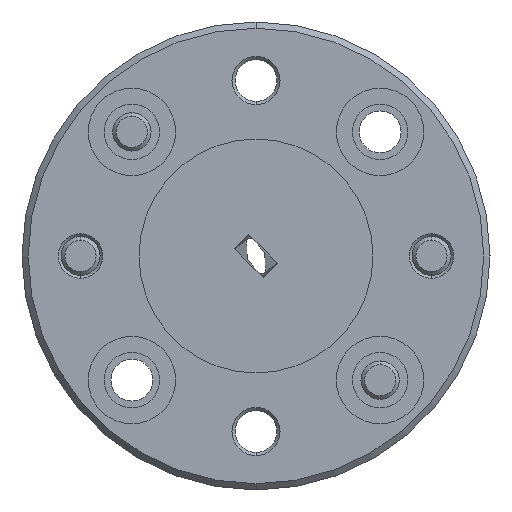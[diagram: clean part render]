
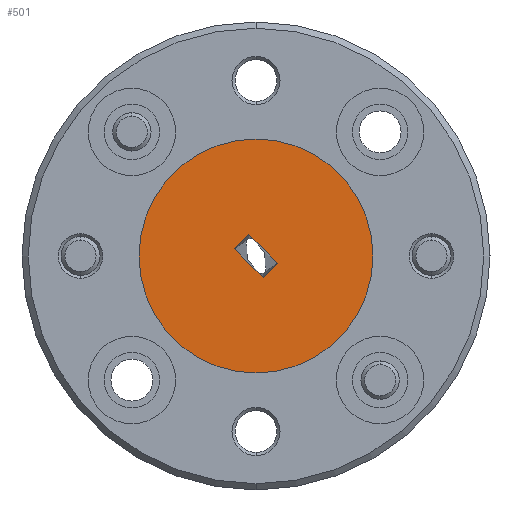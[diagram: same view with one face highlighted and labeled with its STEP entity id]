
A CAD part, left-side view. The second image highlights one B-rep face of the part: STEP entity #501.
In plain terms, the highlighted planar face has unit normal (-1, 0, 0).
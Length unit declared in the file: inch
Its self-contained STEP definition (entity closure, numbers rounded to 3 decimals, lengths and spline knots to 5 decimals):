
#218 = ORIENTED_EDGE ( 'NONE', *, *, #1753, .F. ) ;
#351 = CARTESIAN_POINT ( 'NONE',  ( -2.31998, 0.80869, 0.24413 ) ) ;
#406 = DIRECTION ( 'NONE',  ( 0., 0., 1. ) ) ;
#417 = VERTEX_POINT ( 'NONE', #351 ) ;
#439 = CARTESIAN_POINT ( 'NONE',  ( -2.31998, 0.87764, 0.26711 ) ) ;
#501 = ADVANCED_FACE ( 'NONE', ( #762, #6696 ), #2629, .F. ) ;
#640 = LINE ( 'NONE', #5350, #3304 ) ;
#762 = FACE_BOUND ( 'NONE', #4110, .T. ) ;
#830 = EDGE_CURVE ( 'NONE', #3880, #5027, #6593, .T. ) ;
#1066 = VECTOR ( 'NONE', #5853, 39.37008 ) ;
#1192 = CARTESIAN_POINT ( 'NONE',  ( -2.31998, 0.84317, 0.25562 ) ) ;
#1358 = ORIENTED_EDGE ( 'NONE', *, *, #1514, .F. ) ;
#1514 = EDGE_CURVE ( 'NONE', #2638, #417, #640, .T. ) ;
#1753 = EDGE_CURVE ( 'NONE', #5943, #2638, #3576, .T. ) ;
#1968 = AXIS2_PLACEMENT_3D ( 'NONE', #5284, #2127, #6929 ) ;
#2061 = DIRECTION ( 'NONE',  ( 1., 0., 0. ) ) ;
#2127 = DIRECTION ( 'NONE',  ( -1., 0., 0. ) ) ;
#2355 = DIRECTION ( 'NONE',  ( -1., 0., 0. ) ) ;
#2629 = PLANE ( 'NONE',  #3965 ) ;
#2638 = VERTEX_POINT ( 'NONE', #5496 ) ;
#2785 = AXIS2_PLACEMENT_3D ( 'NONE', #1192, #2355, #5510 ) ;
#2917 = CARTESIAN_POINT ( 'NONE',  ( -2.31998, 0.85466, 0.29009 ) ) ;
#2954 = DIRECTION ( 'NONE',  ( 0., 0.707, 0.707 ) ) ;
#3075 = EDGE_CURVE ( 'NONE', #6126, #5943, #5891, .T. ) ;
#3122 = CARTESIAN_POINT ( 'NONE',  ( -2.31998, 1.03067, 0.25562 ) ) ;
#3304 = VECTOR ( 'NONE', #5948, 39.37008 ) ;
#3576 = LINE ( 'NONE', #439, #6178 ) ;
#3801 = CARTESIAN_POINT ( 'NONE',  ( -2.31998, 0.87764, 0.26711 ) ) ;
#3830 = ORIENTED_EDGE ( 'NONE', *, *, #3075, .F. ) ;
#3880 = VERTEX_POINT ( 'NONE', #4913 ) ;
#3965 = AXIS2_PLACEMENT_3D ( 'NONE', #3122, #2061, #406 ) ;
#4052 = CARTESIAN_POINT ( 'NONE',  ( -2.31998, 0.87764, 0.26711 ) ) ;
#4110 = EDGE_LOOP ( 'NONE', ( #3830, #5630, #1358, #218 ) ) ;
#4119 = CARTESIAN_POINT ( 'NONE',  ( -2.31998, 0.85466, 0.29009 ) ) ;
#4337 = EDGE_LOOP ( 'NONE', ( #5795, #5687 ) ) ;
#4404 = EDGE_CURVE ( 'NONE', #417, #6126, #4677, .T. ) ;
#4677 = LINE ( 'NONE', #4119, #6439 ) ;
#4913 = CARTESIAN_POINT ( 'NONE',  ( -2.31998, 0.84317, 0.06812 ) ) ;
#5027 = VERTEX_POINT ( 'NONE', #6105 ) ;
#5284 = CARTESIAN_POINT ( 'NONE',  ( -2.31998, 0.84317, 0.25562 ) ) ;
#5350 = CARTESIAN_POINT ( 'NONE',  ( -2.31998, 0.83168, 0.22115 ) ) ;
#5496 = CARTESIAN_POINT ( 'NONE',  ( -2.31998, 0.83168, 0.22115 ) ) ;
#5510 = DIRECTION ( 'NONE',  ( 0., 0., 1. ) ) ;
#5630 = ORIENTED_EDGE ( 'NONE', *, *, #4404, .F. ) ;
#5687 = ORIENTED_EDGE ( 'NONE', *, *, #830, .T. ) ;
#5795 = ORIENTED_EDGE ( 'NONE', *, *, #5859, .T. ) ;
#5853 = DIRECTION ( 'NONE',  ( 0., 0.707, -0.707 ) ) ;
#5859 = EDGE_CURVE ( 'NONE', #5027, #3880, #6952, .T. ) ;
#5891 = LINE ( 'NONE', #3801, #1066 ) ;
#5943 = VERTEX_POINT ( 'NONE', #4052 ) ;
#5948 = DIRECTION ( 'NONE',  ( 0., -0.707, 0.707 ) ) ;
#6105 = CARTESIAN_POINT ( 'NONE',  ( -2.31998, 0.84317, 0.44312 ) ) ;
#6126 = VERTEX_POINT ( 'NONE', #2917 ) ;
#6178 = VECTOR ( 'NONE', #6905, 39.37008 ) ;
#6439 = VECTOR ( 'NONE', #2954, 39.37008 ) ;
#6593 = CIRCLE ( 'NONE', #1968, 0.1875 ) ;
#6696 = FACE_OUTER_BOUND ( 'NONE', #4337, .T. ) ;
#6905 = DIRECTION ( 'NONE',  ( 0., -0.707, -0.707 ) ) ;
#6929 = DIRECTION ( 'NONE',  ( 0., 0., 1. ) ) ;
#6952 = CIRCLE ( 'NONE', #2785, 0.1875 ) ;
